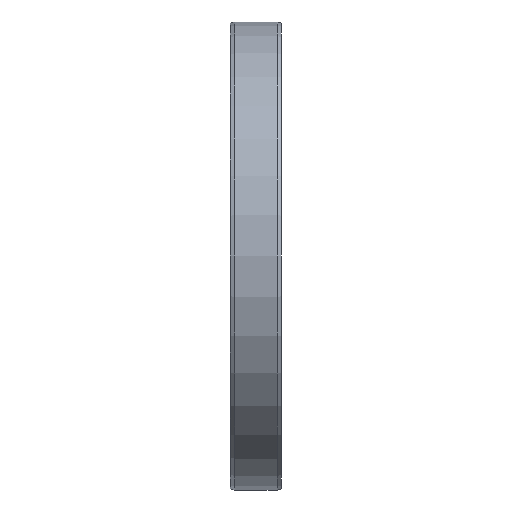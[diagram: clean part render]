
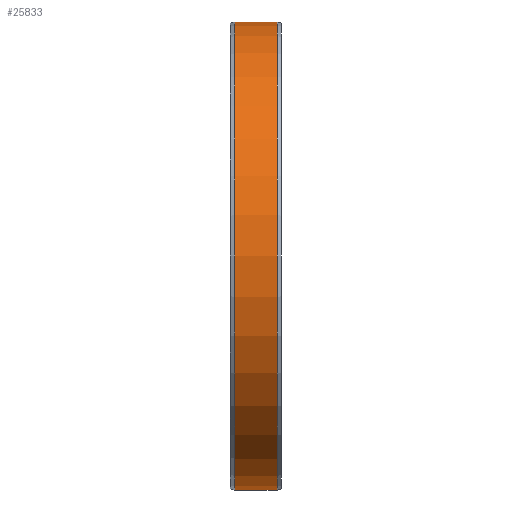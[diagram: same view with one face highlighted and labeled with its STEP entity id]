
A CAD part, left-side view. The second image highlights one B-rep face of the part: STEP entity #25833.
In plain terms, the highlighted cylindrical face has radius 55 mm (diameter 110 mm), a partial arc.
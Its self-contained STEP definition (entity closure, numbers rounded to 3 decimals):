
#25109=CARTESIAN_POINT('',(0.,-5.,0.));
#25110=DIRECTION('',(0.,1.,0.));
#25111=DIRECTION('',(0.,0.,-1.));
#25112=AXIS2_PLACEMENT_3D('',#25109,#25110,#25111);
#25117=DIRECTION('',(0.,1.,0.));
#25118=VECTOR('',#25117,10.);
#25119=CARTESIAN_POINT('',(0.,-5.,-55.));
#25120=LINE('',#25119,#25118);
#25132=DIRECTION('',(0.,1.,0.));
#25133=VECTOR('',#25132,10.);
#25134=CARTESIAN_POINT('',(0.,-5.,55.));
#25135=LINE('',#25134,#25133);
#25161=CARTESIAN_POINT('',(0.,5.,0.));
#25162=DIRECTION('',(0.,1.,0.));
#25163=DIRECTION('',(0.,0.,-1.));
#25164=AXIS2_PLACEMENT_3D('',#25161,#25162,#25163);
#25470=CARTESIAN_POINT('',(0.,-5.,-55.));
#25472=VERTEX_POINT('',#25470);
#25473=CARTESIAN_POINT('',(0.,5.,-55.));
#25474=VERTEX_POINT('',#25473);
#25514=CARTESIAN_POINT('',(0.,-5.,55.));
#25516=VERTEX_POINT('',#25514);
#25517=CARTESIAN_POINT('',(0.,5.,55.));
#25518=VERTEX_POINT('',#25517);
#25819=CARTESIAN_POINT('',(0.,-6.6,0.));
#25820=DIRECTION('',(0.,1.,0.));
#25821=DIRECTION('',(0.,0.,-1.));
#25822=AXIS2_PLACEMENT_3D('',#25819,#25820,#25821);
#25823=CYLINDRICAL_SURFACE('',#25822,55.);
#25825=ORIENTED_EDGE('',*,*,#25824,.T.);
#25827=ORIENTED_EDGE('',*,*,#25826,.T.);
#25829=ORIENTED_EDGE('',*,*,#25828,.F.);
#25830=ORIENTED_EDGE('',*,*,#25812,.F.);
#25831=EDGE_LOOP('',(#25825,#25827,#25829,#25830));
#25832=FACE_OUTER_BOUND('',#25831,.F.);
#25113=CIRCLE('',#25112,55.);
#25165=CIRCLE('',#25164,55.);
#25812=EDGE_CURVE('',#25472,#25516,#25113,.T.);
#25824=EDGE_CURVE('',#25472,#25474,#25120,.T.);
#25826=EDGE_CURVE('',#25474,#25518,#25165,.T.);
#25828=EDGE_CURVE('',#25516,#25518,#25135,.T.);
#25833=ADVANCED_FACE('',(#25832),#25823,.T.);
